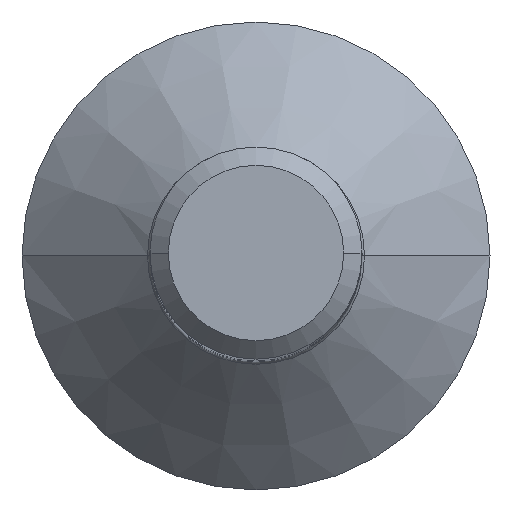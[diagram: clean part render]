
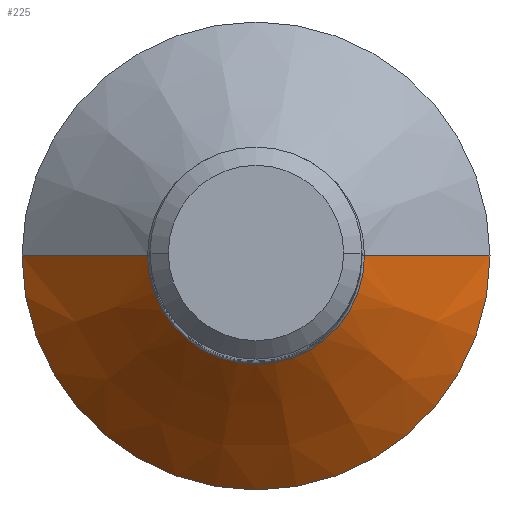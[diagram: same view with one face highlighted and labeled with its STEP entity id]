
A CAD part, top view. The second image highlights one B-rep face of the part: STEP entity #225.
In plain terms, the highlighted conical face has half-angle 45 degrees and reference radius 5.517 mm.
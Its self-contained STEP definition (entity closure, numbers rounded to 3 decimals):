
#5 = ORIENTED_EDGE ( 'NONE', *, *, #681, .F. ) ;
#7 = VERTEX_POINT ( 'NONE', #292 ) ;
#33 = VERTEX_POINT ( 'NONE', #680 ) ;
#49 = DIRECTION ( 'NONE',  ( 0., 0., -1. ) ) ;
#86 = EDGE_CURVE ( 'NONE', #98, #33, #732, .T. ) ;
#92 = DIRECTION ( 'NONE',  ( -0.707, 0., -0.707 ) ) ;
#98 = VERTEX_POINT ( 'NONE', #305 ) ;
#162 = ORIENTED_EDGE ( 'NONE', *, *, #86, .T. ) ;
#175 = DIRECTION ( 'NONE',  ( 0., 0., 1. ) ) ;
#179 = FACE_OUTER_BOUND ( 'NONE', #278, .T. ) ;
#186 = DIRECTION ( 'NONE',  ( 0., 0., -1. ) ) ;
#187 = CONICAL_SURFACE ( 'NONE', #259, 5.517, 0.785 ) ;
#190 = ORIENTED_EDGE ( 'NONE', *, *, #463, .T. ) ;
#211 = EDGE_CURVE ( 'NONE', #706, #98, #714, .T. ) ;
#225 = ADVANCED_FACE ( 'NONE', ( #179 ), #187, .T. ) ;
#259 = AXIS2_PLACEMENT_3D ( 'NONE', #584, #49, #587 ) ;
#278 = EDGE_LOOP ( 'NONE', ( #5, #365, #162, #190 ) ) ;
#292 = CARTESIAN_POINT ( 'NONE',  ( 5.517, 0., 0. ) ) ;
#298 = CIRCLE ( 'NONE', #557, 5.517 ) ;
#305 = CARTESIAN_POINT ( 'NONE',  ( -2.559, 0., 2.959 ) ) ;
#318 = VECTOR ( 'NONE', #326, 1000. ) ;
#326 = DIRECTION ( 'NONE',  ( 0.707, 0., -0.707 ) ) ;
#327 = CARTESIAN_POINT ( 'NONE',  ( 0., 0., 2.959 ) ) ;
#365 = ORIENTED_EDGE ( 'NONE', *, *, #211, .T. ) ;
#392 = VECTOR ( 'NONE', #92, 1000. ) ;
#427 = LINE ( 'NONE', #453, #318 ) ;
#453 = CARTESIAN_POINT ( 'NONE',  ( 5.517, 0., 0. ) ) ;
#463 = EDGE_CURVE ( 'NONE', #33, #7, #298, .T. ) ;
#514 = CARTESIAN_POINT ( 'NONE',  ( 2.559, 0., 2.959 ) ) ;
#557 = AXIS2_PLACEMENT_3D ( 'NONE', #765, #175, #762 ) ;
#584 = CARTESIAN_POINT ( 'NONE',  ( 0., 0., 0. ) ) ;
#587 = DIRECTION ( 'NONE',  ( -1., 0., 0. ) ) ;
#680 = CARTESIAN_POINT ( 'NONE',  ( -5.517, 0., 0. ) ) ;
#681 = EDGE_CURVE ( 'NONE', #706, #7, #427, .T. ) ;
#706 = VERTEX_POINT ( 'NONE', #514 ) ;
#714 = CIRCLE ( 'NONE', #829, 2.559 ) ;
#732 = LINE ( 'NONE', #821, #392 ) ;
#762 = DIRECTION ( 'NONE',  ( -1., 0., 0. ) ) ;
#765 = CARTESIAN_POINT ( 'NONE',  ( 0., 0., 0. ) ) ;
#821 = CARTESIAN_POINT ( 'NONE',  ( -5.517, 0., 0. ) ) ;
#829 = AXIS2_PLACEMENT_3D ( 'NONE', #327, #186, #847 ) ;
#847 = DIRECTION ( 'NONE',  ( 1., 0., 0. ) ) ;
